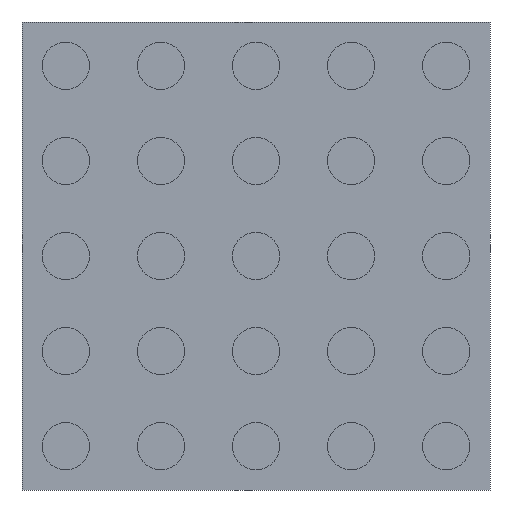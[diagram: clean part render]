
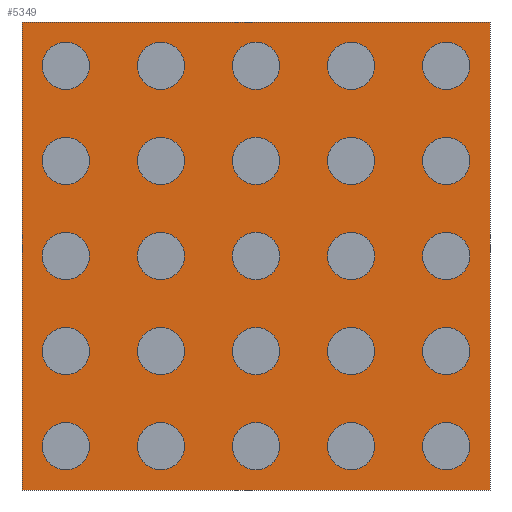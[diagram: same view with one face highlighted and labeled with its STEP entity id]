
A CAD part, front view. The second image highlights one B-rep face of the part: STEP entity #5349.
In plain terms, the highlighted planar face has unit normal (0, -1, 0).
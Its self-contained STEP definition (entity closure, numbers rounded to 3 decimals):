
#305 = DIRECTION ( 'NONE',  ( 0., -1., 0. ) ) ;
#401 = CARTESIAN_POINT ( 'NONE',  ( -3.125, -0.32, -3.125 ) ) ;
#635 = DIRECTION ( 'NONE',  ( 0., 0., 1. ) ) ;
#667 = CARTESIAN_POINT ( 'NONE',  ( -3.125, -0.32, 3.125 ) ) ;
#713 = PLANE ( 'NONE',  #1969 ) ;
#783 = CARTESIAN_POINT ( 'NONE',  ( 3.125, -0.32, 3.125 ) ) ;
#790 = FACE_OUTER_BOUND ( 'NONE', #2835, .T. ) ;
#1050 = CARTESIAN_POINT ( 'NONE',  ( -3.125, -0.32, -3.125 ) ) ;
#1362 = LINE ( 'NONE', #401, #2493 ) ;
#1969 = AXIS2_PLACEMENT_3D ( 'NONE', #3045, #305, #3515 ) ;
#2140 = CARTESIAN_POINT ( 'NONE',  ( 3.125, -0.32, 3.125 ) ) ;
#2156 = VERTEX_POINT ( 'NONE', #783 ) ;
#2223 = DIRECTION ( 'NONE',  ( 0., 0., -1. ) ) ;
#2313 = EDGE_CURVE ( 'NONE', #2156, #2797, #4959, .T. ) ;
#2471 = ORIENTED_EDGE ( 'NONE', *, *, #3465, .F. ) ;
#2493 = VECTOR ( 'NONE', #4620, 1000. ) ;
#2626 = VERTEX_POINT ( 'NONE', #2847 ) ;
#2797 = VERTEX_POINT ( 'NONE', #5609 ) ;
#2835 = EDGE_LOOP ( 'NONE', ( #4194, #5498, #2471, #4125 ) ) ;
#2847 = CARTESIAN_POINT ( 'NONE',  ( -3.125, -0.32, 3.125 ) ) ;
#2952 = VECTOR ( 'NONE', #635, 1000. ) ;
#2994 = EDGE_CURVE ( 'NONE', #2626, #2156, #4059, .T. ) ;
#3045 = CARTESIAN_POINT ( 'NONE',  ( 0., -0.32, 0. ) ) ;
#3465 = EDGE_CURVE ( 'NONE', #6009, #2626, #5535, .T. ) ;
#3493 = VECTOR ( 'NONE', #2223, 1000. ) ;
#3515 = DIRECTION ( 'NONE',  ( 0., 0., -1. ) ) ;
#3905 = VECTOR ( 'NONE', #5269, 1000. ) ;
#4059 = LINE ( 'NONE', #4363, #3905 ) ;
#4125 = ORIENTED_EDGE ( 'NONE', *, *, #4176, .F. ) ;
#4176 = EDGE_CURVE ( 'NONE', #2797, #6009, #1362, .T. ) ;
#4194 = ORIENTED_EDGE ( 'NONE', *, *, #2313, .F. ) ;
#4363 = CARTESIAN_POINT ( 'NONE',  ( -3.125, -0.32, 3.125 ) ) ;
#4620 = DIRECTION ( 'NONE',  ( -1., 0., 0. ) ) ;
#4959 = LINE ( 'NONE', #2140, #3493 ) ;
#5269 = DIRECTION ( 'NONE',  ( 1., 0., 0. ) ) ;
#5349 = ADVANCED_FACE ( 'NONE', ( #790 ), #713, .T. ) ;
#5498 = ORIENTED_EDGE ( 'NONE', *, *, #2994, .F. ) ;
#5535 = LINE ( 'NONE', #667, #2952 ) ;
#5609 = CARTESIAN_POINT ( 'NONE',  ( 3.125, -0.32, -3.125 ) ) ;
#6009 = VERTEX_POINT ( 'NONE', #1050 ) ;
